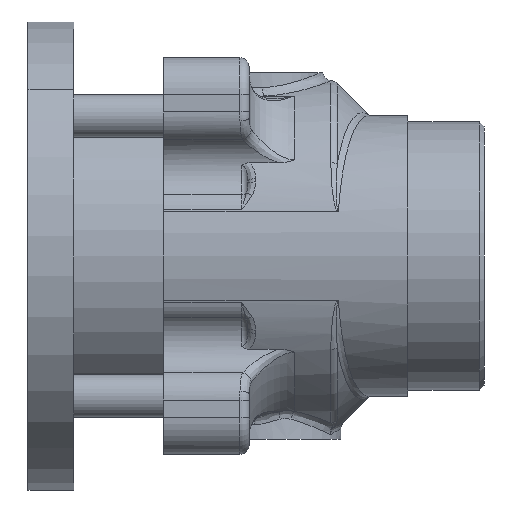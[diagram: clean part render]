
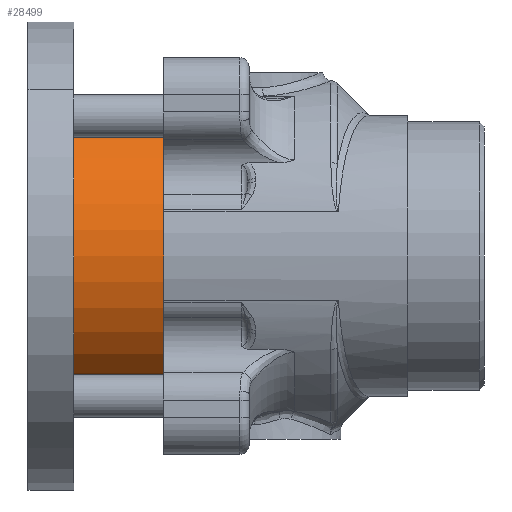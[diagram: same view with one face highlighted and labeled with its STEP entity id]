
A CAD part, front view. The second image highlights one B-rep face of the part: STEP entity #28499.
In plain terms, the highlighted cylindrical face has radius 50 mm (diameter 100 mm), a partial arc.
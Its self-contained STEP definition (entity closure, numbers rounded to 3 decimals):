
#5258 = VERTEX_POINT ( 'NONE', #17830 ) ;
#5263 = VERTEX_POINT ( 'NONE', #17835 ) ;
#5264 = VERTEX_POINT ( 'NONE', #17836 ) ;
#5265 = VERTEX_POINT ( 'NONE', #17837 ) ;
#7731 = EDGE_LOOP ( 'NONE', ( #24120, #24121, #24122, #24123 ) ) ;
#11787 = CARTESIAN_POINT ( 'NONE',  ( -40., 0., 50. ) ) ;
#11788 = DIRECTION ( 'NONE',  ( 1., 0., 0. ) ) ;
#11875 = CARTESIAN_POINT ( 'NONE',  ( -39.5, 0., 0. ) ) ;
#11877 = DIRECTION ( 'NONE',  ( 1., 0., 0. ) ) ;
#11878 = DIRECTION ( 'NONE',  ( 0., 0., -1. ) ) ;
#11919 = CARTESIAN_POINT ( 'NONE',  ( -40., 0., -50. ) ) ;
#11920 = DIRECTION ( 'NONE',  ( 1., 0., 0. ) ) ;
#16359 = VECTOR ( 'NONE', #11788, 1000. ) ;
#16360 = LINE ( 'NONE', #11787, #16359 ) ;
#16977 = CIRCLE ( 'NONE', #25222, 50. ) ;
#17830 = CARTESIAN_POINT ( 'NONE',  ( -0.5, 0., 50. ) ) ;
#17835 = CARTESIAN_POINT ( 'NONE',  ( -39.5, 0., -50. ) ) ;
#17836 = CARTESIAN_POINT ( 'NONE',  ( -39.5, 0., 50. ) ) ;
#17837 = CARTESIAN_POINT ( 'NONE',  ( -0.5, 0., -50. ) ) ;
#17989 = DIRECTION ( 'NONE',  ( -1., 0., 0. ) ) ;
#17990 = CARTESIAN_POINT ( 'NONE',  ( -0.5, 0., 0. ) ) ;
#17992 = DIRECTION ( 'NONE',  ( 0., 0., -1. ) ) ;
#19465 = AXIS2_PLACEMENT_3D ( 'NONE', #31340, #31332, #31312 ) ;
#22308 = EDGE_CURVE ( 'NONE', #5265, #5258, #16977, .T. ) ;
#22459 = EDGE_CURVE ( 'NONE', #5264, #5258, #16360, .T. ) ;
#22479 = EDGE_CURVE ( 'NONE', #5264, #5263, #28143, .T. ) ;
#22491 = EDGE_CURVE ( 'NONE', #5263, #5265, #28142, .T. ) ;
#24120 = ORIENTED_EDGE ( 'NONE', *, *, #22459, .F. ) ;
#24121 = ORIENTED_EDGE ( 'NONE', *, *, #22479, .T. ) ;
#24122 = ORIENTED_EDGE ( 'NONE', *, *, #22491, .T. ) ;
#24123 = ORIENTED_EDGE ( 'NONE', *, *, #22308, .T. ) ;
#25222 = AXIS2_PLACEMENT_3D ( 'NONE', #17990, #17989, #17992 ) ;
#25246 = AXIS2_PLACEMENT_3D ( 'NONE', #11875, #11877, #11878 ) ;
#25897 = FACE_OUTER_BOUND ( 'NONE', #7731, .T. ) ;
#25903 = CYLINDRICAL_SURFACE ( 'NONE', #19465, 50. ) ;
#28142 = LINE ( 'NONE', #11919, #28144 ) ;
#28143 = CIRCLE ( 'NONE', #25246, 50. ) ;
#28144 = VECTOR ( 'NONE', #11920, 1000. ) ;
#28499 = ADVANCED_FACE ( 'NONE', ( #25897 ), #25903, .T. ) ;
#31312 = DIRECTION ( 'NONE',  ( 0., 0., -1. ) ) ;
#31332 = DIRECTION ( 'NONE',  ( 1., 0., 0. ) ) ;
#31340 = CARTESIAN_POINT ( 'NONE',  ( -40., 0., 0. ) ) ;
